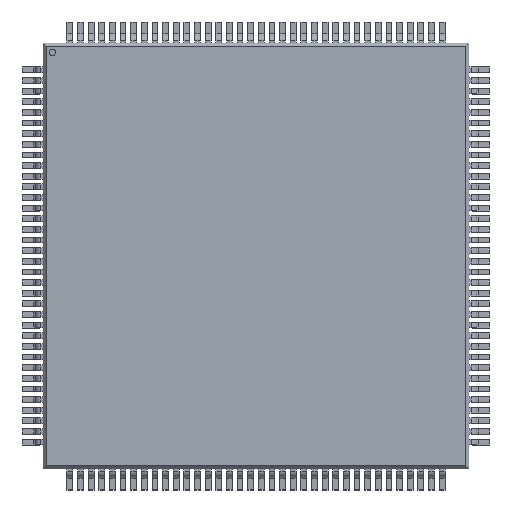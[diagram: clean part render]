
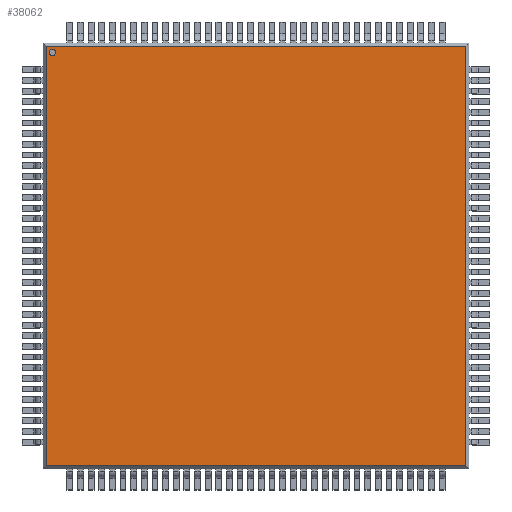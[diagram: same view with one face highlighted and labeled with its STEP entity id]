
A CAD part, top view. The second image highlights one B-rep face of the part: STEP entity #38062.
In plain terms, the highlighted planar face has unit normal (0, 0, 1).
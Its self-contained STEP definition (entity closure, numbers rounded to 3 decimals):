
#86=FACE_BOUND('',#5727,.T.);
#1312=CIRCLE('',#41094,0.15);
#3770=FACE_OUTER_BOUND('',#5726,.T.);
#5726=EDGE_LOOP('',(#32695,#32696,#32697,#32698));
#5727=EDGE_LOOP('',(#32699));
#9836=LINE('',#61760,#13889);
#9841=LINE('',#61770,#13894);
#9843=LINE('',#61774,#13896);
#9846=LINE('',#61779,#13899);
#13889=VECTOR('',#51199,1.);
#13894=VECTOR('',#51206,1.);
#13896=VECTOR('',#51210,1.);
#13899=VECTOR('',#51215,1.);
#17366=VERTEX_POINT('',#61753);
#17367=VERTEX_POINT('',#61758);
#17368=VERTEX_POINT('',#61759);
#17372=VERTEX_POINT('',#61769);
#17373=VERTEX_POINT('',#61773);
#22565=EDGE_CURVE('',#17366,#17366,#1312,.T.);
#22566=EDGE_CURVE('',#17367,#17368,#9836,.T.);
#22571=EDGE_CURVE('',#17368,#17372,#9841,.T.);
#22573=EDGE_CURVE('',#17373,#17367,#9843,.T.);
#22576=EDGE_CURVE('',#17372,#17373,#9846,.T.);
#32695=ORIENTED_EDGE('',*,*,#22566,.F.);
#32696=ORIENTED_EDGE('',*,*,#22573,.F.);
#32697=ORIENTED_EDGE('',*,*,#22576,.F.);
#32698=ORIENTED_EDGE('',*,*,#22571,.F.);
#32699=ORIENTED_EDGE('',*,*,#22565,.T.);
#34303=PLANE('',#41102);
#38062=ADVANCED_FACE('',(#3770,#86),#34303,.T.);
#41094=AXIS2_PLACEMENT_3D('',#61755,#51193,#51194);
#41102=AXIS2_PLACEMENT_3D('',#61791,#51226,#51227);
#51193=DIRECTION('center_axis',(0.,0.,-1.));
#51194=DIRECTION('ref_axis',(1.,0.,0.));
#51199=DIRECTION('',(0.,-1.,0.));
#51206=DIRECTION('',(-1.,0.,0.));
#51210=DIRECTION('',(1.,0.,0.));
#51215=DIRECTION('',(0.,1.,0.));
#51226=DIRECTION('center_axis',(0.,0.,1.));
#51227=DIRECTION('ref_axis',(1.,0.,0.));
#61753=CARTESIAN_POINT('',(-9.72,9.57,1.6));
#61755=CARTESIAN_POINT('Origin',(-9.57,9.57,1.6));
#61758=CARTESIAN_POINT('',(9.86,9.86,1.6));
#61759=CARTESIAN_POINT('',(9.86,-9.86,1.6));
#61760=CARTESIAN_POINT('',(9.86,0.,1.6));
#61769=CARTESIAN_POINT('',(-9.86,-9.86,1.6));
#61770=CARTESIAN_POINT('',(0.,-9.86,1.6));
#61773=CARTESIAN_POINT('',(-9.86,9.86,1.6));
#61774=CARTESIAN_POINT('',(0.,9.86,1.6));
#61779=CARTESIAN_POINT('',(-9.86,0.,1.6));
#61791=CARTESIAN_POINT('Origin',(0.,0.,1.6));
